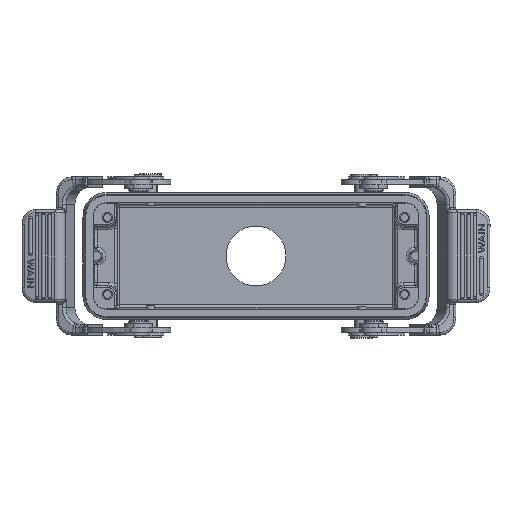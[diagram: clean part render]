
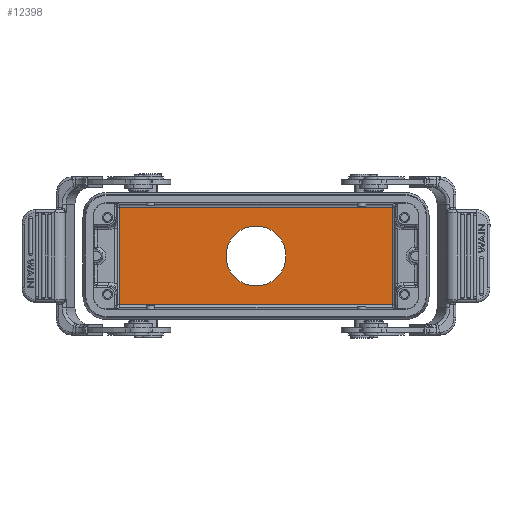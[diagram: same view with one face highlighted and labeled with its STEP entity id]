
A CAD part, front view. The second image highlights one B-rep face of the part: STEP entity #12398.
In plain terms, the highlighted planar face has unit normal (0, -1, 0).
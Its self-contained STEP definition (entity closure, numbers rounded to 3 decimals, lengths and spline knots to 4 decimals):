
#2458=DIRECTION('',(-1.,0.,0.));
#2459=VECTOR('',#2458,3.7508);
#2460=CARTESIAN_POINT('',(1.8754,1.1378,
-0.6746));
#2461=LINE('',#2460,#2459);
#2481=DIRECTION('',(0.,0.,1.));
#2482=VECTOR('',#2481,1.3492);
#2483=CARTESIAN_POINT('',(-1.8754,1.1378,
-0.6746));
#2484=LINE('',#2483,#2482);
#2504=DIRECTION('',(1.,0.,0.));
#2505=VECTOR('',#2504,3.7508);
#2506=CARTESIAN_POINT('',(-1.8754,1.1378,
0.6746));
#2507=LINE('',#2506,#2505);
#2667=DIRECTION('',(0.,0.,-1.));
#2668=VECTOR('',#2667,1.3492);
#2669=CARTESIAN_POINT('',(1.8754,1.1378,0.6746));
#2670=LINE('',#2669,#2668);
#2671=CARTESIAN_POINT('',(0.,1.1378,0.));
#2672=DIRECTION('',(0.,-1.,0.));
#2673=DIRECTION('',(0.,0.,-1.));
#2674=AXIS2_PLACEMENT_3D('',#2671,#2672,#2673);
#2676=CARTESIAN_POINT('',(0.,1.1378,0.));
#2677=DIRECTION('',(0.,-1.,0.));
#2678=DIRECTION('',(0.,0.,1.));
#2679=AXIS2_PLACEMENT_3D('',#2676,#2677,#2678);
#8074=CARTESIAN_POINT('',(1.8754,1.1378,
-0.6746));
#8075=VERTEX_POINT('',#8074);
#8076=CARTESIAN_POINT('',(-1.8754,1.1378,
-0.6746));
#8077=VERTEX_POINT('',#8076);
#8078=CARTESIAN_POINT('',(-1.8754,1.1378,
0.6746));
#8079=VERTEX_POINT('',#8078);
#8080=CARTESIAN_POINT('',(1.8754,1.1378,0.6746));
#8081=VERTEX_POINT('',#8080);
#8104=CARTESIAN_POINT('',(0.,1.1378,
-0.4134));
#8105=CARTESIAN_POINT('',(0.,1.1378,
0.4134));
#8106=VERTEX_POINT('',#8104);
#8107=VERTEX_POINT('',#8105);
#12381=CARTESIAN_POINT('',(0.,1.1378,0.));
#12382=DIRECTION('',(0.,1.,0.));
#12383=DIRECTION('',(-1.,0.,0.));
#12384=AXIS2_PLACEMENT_3D('',#12381,#12382,#12383);
#12385=PLANE('',#12384);
#12386=ORIENTED_EDGE('',*,*,#11945,.T.);
#12387=ORIENTED_EDGE('',*,*,#11972,.T.);
#12388=ORIENTED_EDGE('',*,*,#11999,.T.);
#12389=ORIENTED_EDGE('',*,*,#12376,.T.);
#12390=EDGE_LOOP('',(#12386,#12387,#12388,#12389));
#12391=FACE_OUTER_BOUND('',#12390,.F.);
#12393=ORIENTED_EDGE('',*,*,#12392,.T.);
#12395=ORIENTED_EDGE('',*,*,#12394,.T.);
#12396=EDGE_LOOP('',(#12393,#12395));
#12397=FACE_BOUND('',#12396,.F.);
#12398=ADVANCED_FACE('',(#12391,#12397),#12385,.F.);
#2675=CIRCLE('',#2674,0.4134);
#2680=CIRCLE('',#2679,0.4134);
#11945=EDGE_CURVE('',#8075,#8077,#2461,.T.);
#11972=EDGE_CURVE('',#8077,#8079,#2484,.T.);
#11999=EDGE_CURVE('',#8079,#8081,#2507,.T.);
#12376=EDGE_CURVE('',#8081,#8075,#2670,.T.);
#12392=EDGE_CURVE('',#8106,#8107,#2675,.T.);
#12394=EDGE_CURVE('',#8107,#8106,#2680,.T.);
